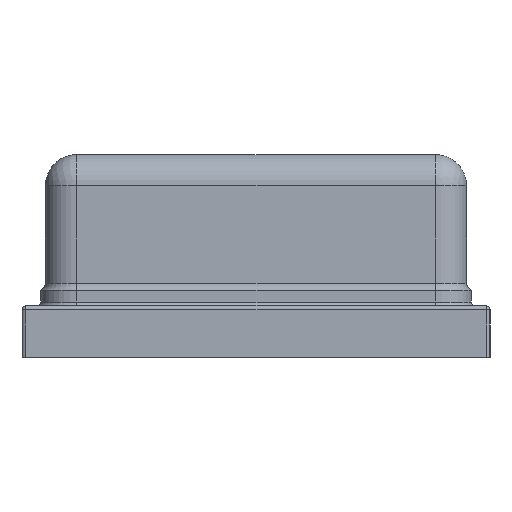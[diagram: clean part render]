
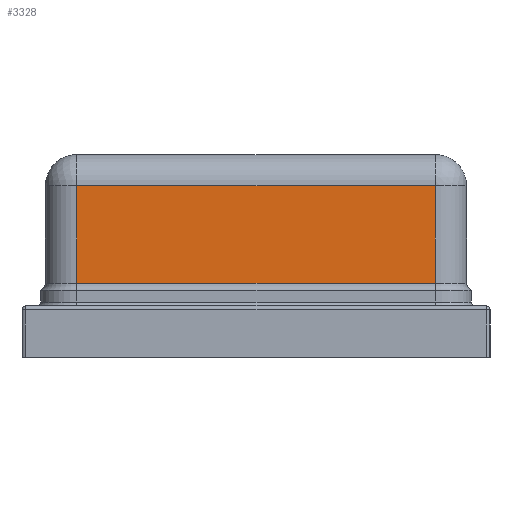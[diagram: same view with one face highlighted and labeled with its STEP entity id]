
A CAD part, left-side view. The second image highlights one B-rep face of the part: STEP entity #3328.
In plain terms, the highlighted planar face has unit normal (-1, 0, 0).
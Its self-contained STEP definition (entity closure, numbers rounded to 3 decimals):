
#297=PLANE('',#3557);
#476=FACE_OUTER_BOUND('',#686,.T.);
#686=EDGE_LOOP('',(#3040,#3041,#3042,#3043));
#1021=LINE('',#5832,#1350);
#1024=LINE('',#5847,#1353);
#1026=LINE('',#5853,#1355);
#1027=LINE('',#5854,#1356);
#1350=VECTOR('',#4268,0.05);
#1353=VECTOR('',#4289,10.);
#1355=VECTOR('',#4295,10.);
#1356=VECTOR('',#4296,10.);
#1716=VERTEX_POINT('',#5821);
#1719=VERTEX_POINT('',#5831);
#1722=VERTEX_POINT('',#5846);
#1724=VERTEX_POINT('',#5852);
#2160=EDGE_CURVE('',#1716,#1719,#1021,.T.);
#2168=EDGE_CURVE('',#1719,#1722,#1024,.T.);
#2171=EDGE_CURVE('',#1724,#1716,#1026,.T.);
#2172=EDGE_CURVE('',#1722,#1724,#1027,.T.);
#3040=ORIENTED_EDGE('',*,*,#2160,.F.);
#3041=ORIENTED_EDGE('',*,*,#2171,.F.);
#3042=ORIENTED_EDGE('',*,*,#2172,.F.);
#3043=ORIENTED_EDGE('',*,*,#2168,.F.);
#3328=ADVANCED_FACE('',(#476),#297,.F.);
#3557=AXIS2_PLACEMENT_3D('',#5851,#4293,#4294);
#4268=DIRECTION('',(0.,1.,0.));
#4289=DIRECTION('',(0.,0.,1.));
#4293=DIRECTION('center_axis',(1.,0.,0.));
#4294=DIRECTION('ref_axis',(0.,-1.,0.));
#4295=DIRECTION('',(0.,0.,-1.));
#4296=DIRECTION('',(0.,-1.,0.));
#5821=CARTESIAN_POINT('',(-1.85,-1.15,0.476));
#5831=CARTESIAN_POINT('',(-1.85,1.15,0.476));
#5832=CARTESIAN_POINT('',(-1.85,-1.15,0.476));
#5846=CARTESIAN_POINT('',(-1.85,1.15,1.1));
#5847=CARTESIAN_POINT('',(-1.85,1.15,1.3));
#5851=CARTESIAN_POINT('Origin',(-1.85,1.35,1.3));
#5852=CARTESIAN_POINT('',(-1.85,-1.15,1.1));
#5853=CARTESIAN_POINT('',(-1.85,-1.15,1.3));
#5854=CARTESIAN_POINT('',(-1.85,0.675,1.1));
